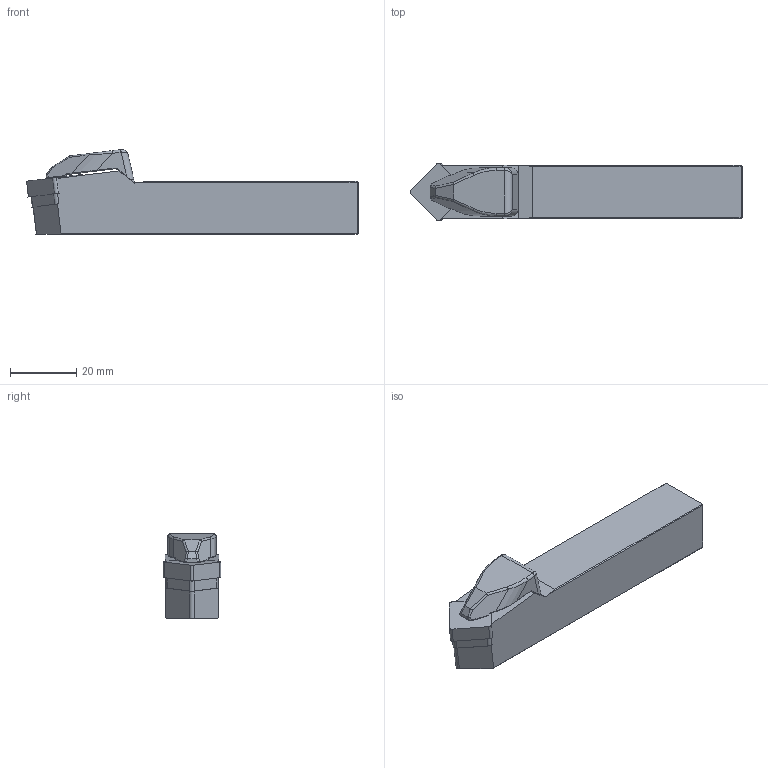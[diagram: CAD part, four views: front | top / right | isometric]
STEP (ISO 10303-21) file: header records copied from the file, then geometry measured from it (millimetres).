
FILE_DESCRIPTION(/* description */ (''),/* implementation_level */ '2;1');
FILE_NAME(/* name */ 'TSDNN-1616-H12.stp',/* time_stamp */ '2023-10-17T11:40:58+03:00',/* author */ (''),/* organization */ (''),/* preprocessor_version */ 'ST-DEVELOPER v19.4',/* originating_system */ 'SIEMENS PLM Software NX2306.3001',/* authorisation */ '');
FILE_SCHEMA (('AUTOMOTIVE_DESIGN { 1 0 10303 214 3 1 1 1 }'));
Length unit declared in the file: millimetre
Products named in the file (1): TSDNN-1616-H12
Bounding box: 100 x 17.29 x 25.57 mm (x, y, z)
Volume: 26671.5 mm3; surface area: 8055.4 mm2
Topology: 2 solids, 2 shells, 126 faces, 310 edges, 187 vertices
Faces by surface type: plane 59, cylinder 46, bspline 17, torus 2, sphere 2
Full cylindrical faces by diameter (mm): 4.4 x1, 6.4 x1
Entity records: 4068 total; most frequent: CARTESIAN_POINT 1110, DIRECTION 622, ORIENTED_EDGE 606, EDGE_CURVE 303, AXIS2_PLACEMENT_3D 221, VERTEX_POINT 187, LINE 180, VECTOR 180
